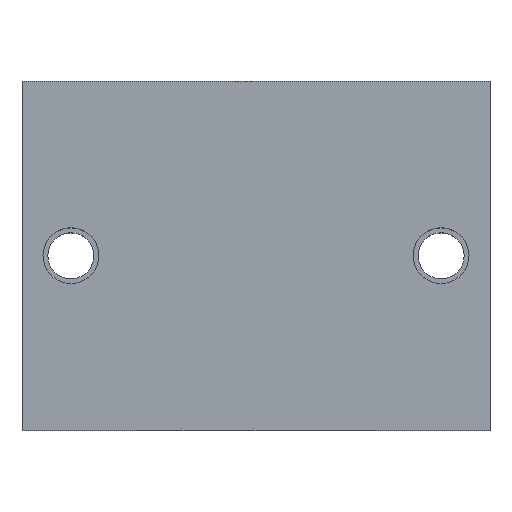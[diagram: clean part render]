
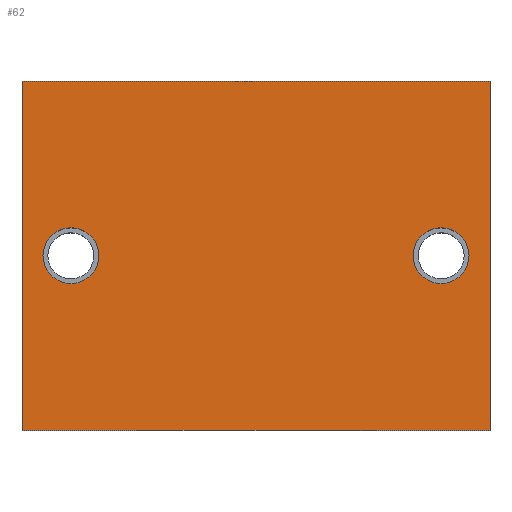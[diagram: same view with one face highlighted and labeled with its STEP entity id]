
A CAD part, top view. The second image highlights one B-rep face of the part: STEP entity #62.
In plain terms, the highlighted planar face has unit normal (0, 0, 1).
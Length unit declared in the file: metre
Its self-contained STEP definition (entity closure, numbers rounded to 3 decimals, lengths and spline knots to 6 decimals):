
#62 = ADVANCED_FACE( '', ( #137, #138, #139 ), #140, .T. );
#137 = FACE_BOUND( '', #224, .T. );
#138 = FACE_OUTER_BOUND( '', #225, .T. );
#139 = FACE_BOUND( '', #226, .T. );
#140 = PLANE( '', #227 );
#224 = EDGE_LOOP( '', ( #332 ) );
#225 = EDGE_LOOP( '', ( #333, #334, #335, #336 ) );
#226 = EDGE_LOOP( '', ( #337 ) );
#227 = AXIS2_PLACEMENT_3D( '', #338, #339, #340 );
#332 = ORIENTED_EDGE( '', *, *, #446, .T. );
#333 = ORIENTED_EDGE( '', *, *, #448, .F. );
#334 = ORIENTED_EDGE( '', *, *, #449, .F. );
#335 = ORIENTED_EDGE( '', *, *, #450, .T. );
#336 = ORIENTED_EDGE( '', *, *, #451, .T. );
#337 = ORIENTED_EDGE( '', *, *, #420, .T. );
#338 = CARTESIAN_POINT( '', ( -0.0335, -0.025, 0.03 ) );
#339 = DIRECTION( '', ( 0., 0., 1. ) );
#340 = DIRECTION( '', ( 1., 0., 0. ) );
#420 = EDGE_CURVE( '', #476, #476, #477, .T. );
#446 = EDGE_CURVE( '', #519, #519, #520, .T. );
#448 = EDGE_CURVE( '', #522, #523, #524, .T. );
#449 = EDGE_CURVE( '', #525, #522, #526, .T. );
#450 = EDGE_CURVE( '', #525, #527, #528, .T. );
#451 = EDGE_CURVE( '', #527, #523, #529, .T. );
#476 = VERTEX_POINT( '', #558 );
#477 = CIRCLE( '', #559, 0.004 );
#519 = VERTEX_POINT( '', #676 );
#520 = CIRCLE( '', #677, 0.004 );
#522 = VERTEX_POINT( '', #679 );
#523 = VERTEX_POINT( '', #680 );
#524 = LINE( '', #681, #682 );
#525 = VERTEX_POINT( '', #683 );
#526 = LINE( '', #684, #685 );
#527 = VERTEX_POINT( '', #686 );
#528 = LINE( '', #687, #688 );
#529 = LINE( '', #689, #690 );
#558 = CARTESIAN_POINT( '', ( -0.0265, 0.004, 0.03 ) );
#559 = AXIS2_PLACEMENT_3D( '', #723, #724, #725 );
#676 = CARTESIAN_POINT( '', ( 0.0265, 0.004, 0.03 ) );
#677 = AXIS2_PLACEMENT_3D( '', #757, #758, #759 );
#679 = CARTESIAN_POINT( '', ( -0.0335, 0.025, 0.03 ) );
#680 = CARTESIAN_POINT( '', ( 0.0335, 0.025, 0.03 ) );
#681 = CARTESIAN_POINT( '', ( -0.0335, 0.025, 0.03 ) );
#682 = VECTOR( '', #760, 1. );
#683 = CARTESIAN_POINT( '', ( -0.0335, -0.025, 0.03 ) );
#684 = CARTESIAN_POINT( '', ( -0.0335, -0.025, 0.03 ) );
#685 = VECTOR( '', #761, 1. );
#686 = CARTESIAN_POINT( '', ( 0.0335, -0.025, 0.03 ) );
#687 = CARTESIAN_POINT( '', ( -0.0335, -0.025, 0.03 ) );
#688 = VECTOR( '', #762, 1. );
#689 = CARTESIAN_POINT( '', ( 0.0335, -0.025, 0.03 ) );
#690 = VECTOR( '', #763, 1. );
#723 = CARTESIAN_POINT( '', ( -0.0265, 0., 0.03 ) );
#724 = DIRECTION( '', ( 0., 0., -1. ) );
#725 = DIRECTION( '', ( 0., 1., 0. ) );
#757 = CARTESIAN_POINT( '', ( 0.0265, 0., 0.03 ) );
#758 = DIRECTION( '', ( 0., 0., -1. ) );
#759 = DIRECTION( '', ( 0., 1., 0. ) );
#760 = DIRECTION( '', ( 1., 0., 0. ) );
#761 = DIRECTION( '', ( 0., 1., 0. ) );
#762 = DIRECTION( '', ( 1., 0., 0. ) );
#763 = DIRECTION( '', ( 0., 1., 0. ) );
